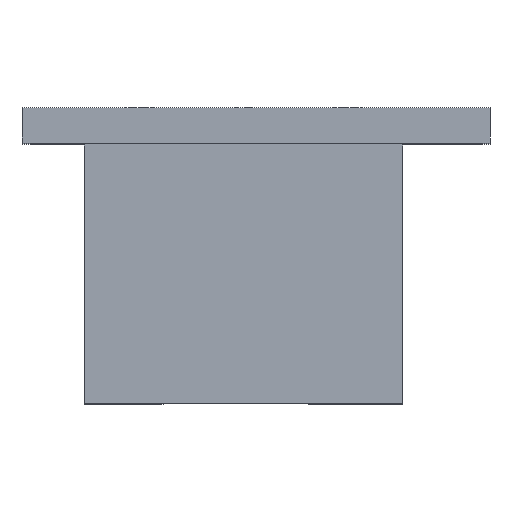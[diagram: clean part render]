
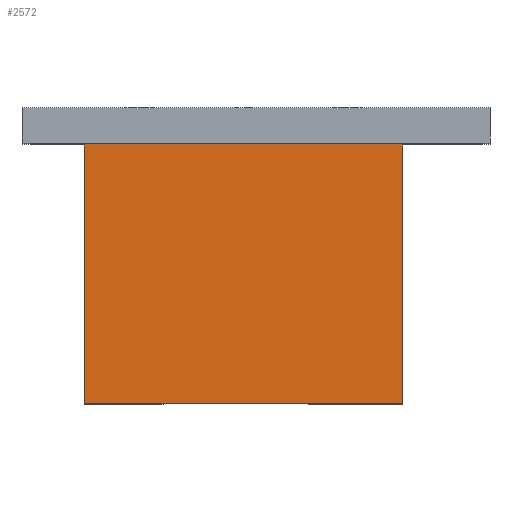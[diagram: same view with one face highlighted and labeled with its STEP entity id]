
A CAD part, top view. The second image highlights one B-rep face of the part: STEP entity #2572.
In plain terms, the highlighted planar face has unit normal (0, 0, 1).
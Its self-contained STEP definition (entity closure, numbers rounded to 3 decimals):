
#343=FACE_OUTER_BOUND('',#484,.T.);
#484=EDGE_LOOP('',(#2316,#2317,#2318,#2319));
#672=LINE('',#4102,#1044);
#725=LINE('',#4251,#1097);
#770=LINE('',#4340,#1142);
#771=LINE('',#4341,#1143);
#1044=VECTOR('',#3003,10.);
#1097=VECTOR('',#3146,10.);
#1142=VECTOR('',#3233,10.);
#1143=VECTOR('',#3234,10.);
#1366=VERTEX_POINT('',#4099);
#1367=VERTEX_POINT('',#4101);
#1417=VERTEX_POINT('',#4248);
#1418=VERTEX_POINT('',#4250);
#1630=EDGE_CURVE('',#1367,#1366,#672,.T.);
#1699=EDGE_CURVE('',#1417,#1418,#725,.T.);
#1744=EDGE_CURVE('',#1366,#1418,#770,.T.);
#1745=EDGE_CURVE('',#1367,#1417,#771,.T.);
#2316=ORIENTED_EDGE('',*,*,#1630,.T.);
#2317=ORIENTED_EDGE('',*,*,#1744,.T.);
#2318=ORIENTED_EDGE('',*,*,#1699,.F.);
#2319=ORIENTED_EDGE('',*,*,#1745,.F.);
#2455=PLANE('',#2707);
#2572=ADVANCED_FACE('',(#343),#2455,.T.);
#2707=AXIS2_PLACEMENT_3D('',#4339,#3231,#3232);
#3003=DIRECTION('',(1.,0.,0.));
#3146=DIRECTION('',(1.,0.,0.));
#3231=DIRECTION('center_axis',(0.,0.,1.));
#3232=DIRECTION('ref_axis',(1.,0.,0.));
#3233=DIRECTION('',(0.,1.,0.));
#3234=DIRECTION('',(0.,1.,0.));
#4099=CARTESIAN_POINT('',(79.438,7.912,54.563));
#4101=CARTESIAN_POINT('',(3.102,7.912,54.563));
#4102=CARTESIAN_POINT('',(79.438,7.912,54.563));
#4248=CARTESIAN_POINT('',(3.102,77.912,54.563));
#4250=CARTESIAN_POINT('',(79.438,77.912,54.563));
#4251=CARTESIAN_POINT('',(3.102,77.912,54.563));
#4339=CARTESIAN_POINT('Origin',(41.27,37.912,54.563));
#4340=CARTESIAN_POINT('',(79.438,67.912,54.563));
#4341=CARTESIAN_POINT('',(3.102,67.912,54.563));
